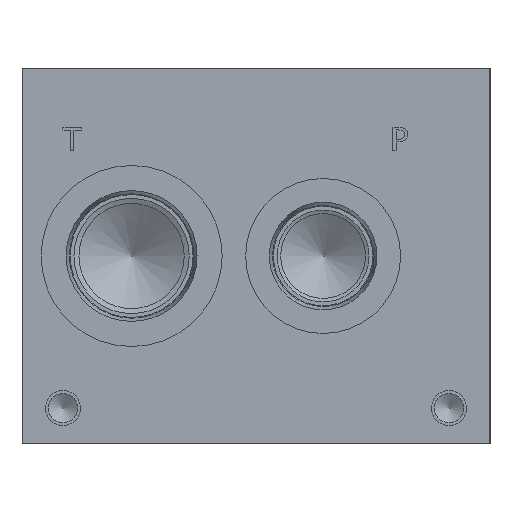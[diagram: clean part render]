
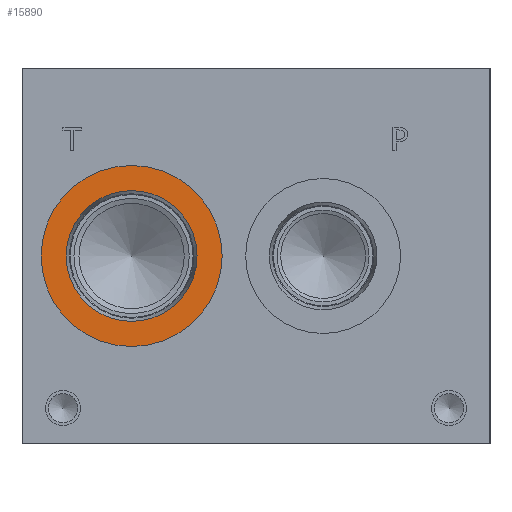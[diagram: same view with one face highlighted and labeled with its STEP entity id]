
A CAD part, left-side view. The second image highlights one B-rep face of the part: STEP entity #15890.
In plain terms, the highlighted planar face has unit normal (-1, 0, 0).
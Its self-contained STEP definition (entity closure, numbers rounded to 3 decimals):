
#563=CIRCLE('',#16713,24.562);
#564=CIRCLE('',#16714,24.562);
#565=CIRCLE('',#16716,17.755);
#566=CIRCLE('',#16717,17.755);
#1316=FACE_BOUND('',#2955,.T.);
#2030=FACE_OUTER_BOUND('',#2954,.T.);
#2954=EDGE_LOOP('',(#13302,#13303));
#2955=EDGE_LOOP('',(#13304,#13305));
#7221=VERTEX_POINT('',#26826);
#7222=VERTEX_POINT('',#26828);
#7223=VERTEX_POINT('',#26832);
#7224=VERTEX_POINT('',#26833);
#9340=EDGE_CURVE('',#7221,#7222,#563,.T.);
#9341=EDGE_CURVE('',#7222,#7221,#564,.T.);
#9342=EDGE_CURVE('',#7223,#7224,#565,.T.);
#9343=EDGE_CURVE('',#7224,#7223,#566,.T.);
#13302=ORIENTED_EDGE('',*,*,#9341,.F.);
#13303=ORIENTED_EDGE('',*,*,#9340,.F.);
#13304=ORIENTED_EDGE('',*,*,#9342,.T.);
#13305=ORIENTED_EDGE('',*,*,#9343,.T.);
#14652=PLANE('',#16715);
#15890=ADVANCED_FACE('',(#2030,#1316),#14652,.F.);
#16713=AXIS2_PLACEMENT_3D('',#26829,#19707,#19708);
#16714=AXIS2_PLACEMENT_3D('',#26830,#19709,#19710);
#16715=AXIS2_PLACEMENT_3D('',#26831,#19711,#19712);
#16716=AXIS2_PLACEMENT_3D('',#26834,#19713,#19714);
#16717=AXIS2_PLACEMENT_3D('',#26835,#19715,#19716);
#19707=DIRECTION('center_axis',(1.,0.,0.));
#19708=DIRECTION('ref_axis',(0.,0.,-1.));
#19709=DIRECTION('center_axis',(1.,0.,0.));
#19710=DIRECTION('ref_axis',(0.,0.,-1.));
#19711=DIRECTION('center_axis',(1.,0.,0.));
#19712=DIRECTION('ref_axis',(0.,0.,-1.));
#19713=DIRECTION('center_axis',(1.,0.,0.));
#19714=DIRECTION('ref_axis',(0.,0.,-1.));
#19715=DIRECTION('center_axis',(1.,0.,0.));
#19716=DIRECTION('ref_axis',(0.,0.,-1.));
#26826=CARTESIAN_POINT('',(0.787,97.257,26.238));
#26828=CARTESIAN_POINT('',(0.787,97.257,75.362));
#26829=CARTESIAN_POINT('Origin',(0.787,97.257,50.8));
#26830=CARTESIAN_POINT('Origin',(0.787,97.257,50.8));
#26831=CARTESIAN_POINT('Origin',(0.787,97.257,68.555));
#26832=CARTESIAN_POINT('',(0.787,97.257,68.555));
#26833=CARTESIAN_POINT('',(0.787,97.257,33.045));
#26834=CARTESIAN_POINT('Origin',(0.787,97.257,50.8));
#26835=CARTESIAN_POINT('Origin',(0.787,97.257,50.8));
